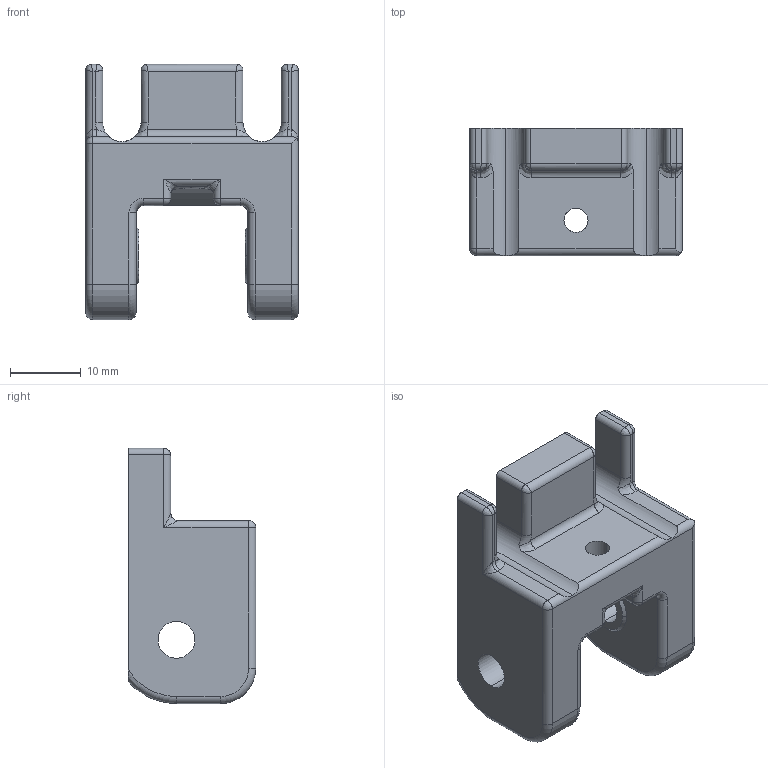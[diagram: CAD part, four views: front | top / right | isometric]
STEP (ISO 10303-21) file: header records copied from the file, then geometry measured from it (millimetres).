
FILE_DESCRIPTION (( 'STEP AP214' ), '1' );
FILE_NAME ('Z IDLER MAIN PINNED.STEP', '2020-12-22T23:00:37', ( '' ), ( '' ), 'SwSTEP 2.0', 'SolidWorks 2014', '' );
FILE_SCHEMA (( 'AUTOMOTIVE_DESIGN' ));
Length unit declared in the file: millimetre
Products named in the file (2): Z IDLER MAIN PINNED
Bounding box: 30 x 18 x 36.03 mm (x, y, z)
Volume: 9358.2 mm3; surface area: 4432.5 mm2
Topology: 1 solids, 1 shells, 136 faces, 339 edges, 190 vertices
Faces by surface type: cylinder 60, plane 29, bspline 21, torus 19, cone 4, sphere 3
Entity records: 5767 total; most frequent: CARTESIAN_POINT 2923, ORIENTED_EDGE 632, DIRECTION 483, EDGE_CURVE 316, VERTEX_POINT 184, AXIS2_PLACEMENT_3D 176, EDGE_LOOP 144, ADVANCED_FACE 136
